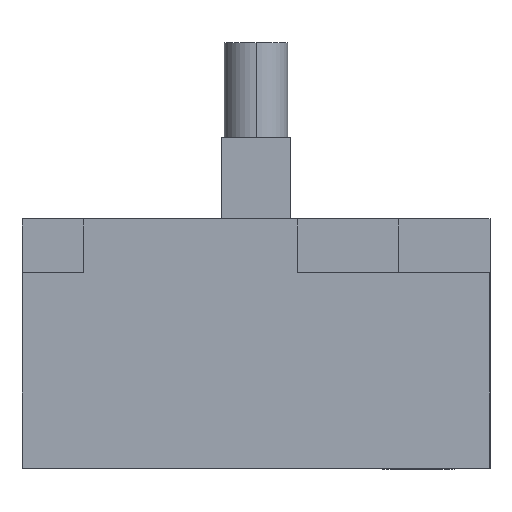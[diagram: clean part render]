
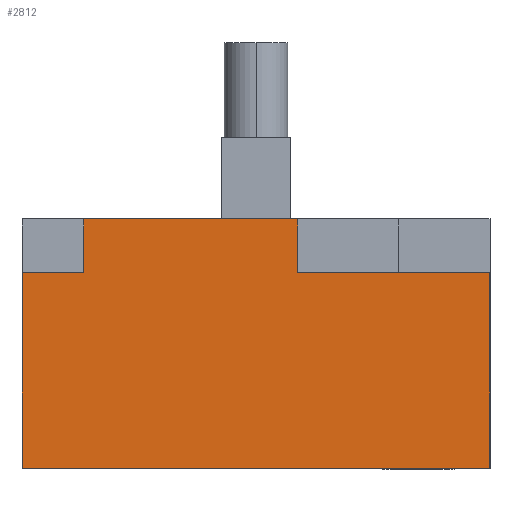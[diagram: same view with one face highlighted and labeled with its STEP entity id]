
A CAD part, left-side view. The second image highlights one B-rep face of the part: STEP entity #2812.
In plain terms, the highlighted planar face has unit normal (-1, 0, 0).
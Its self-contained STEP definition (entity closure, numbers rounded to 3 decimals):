
#103=DIRECTION('',(0.,-1.,0.));
#104=VECTOR('',#103,39.4);
#105=CARTESIAN_POINT('',(0.,39.4,0.));
#106=LINE('',#105,#104);
#183=DIRECTION('',(0.,0.,1.));
#184=VECTOR('',#183,16.5);
#185=CARTESIAN_POINT('',(0.,0.,0.));
#186=LINE('',#185,#184);
#335=DIRECTION('',(0.,-1.,0.));
#336=VECTOR('',#335,5.2);
#337=CARTESIAN_POINT('',(0.,39.4,16.5));
#338=LINE('',#337,#336);
#339=DIRECTION('',(0.,0.,-1.));
#340=VECTOR('',#339,4.5);
#341=CARTESIAN_POINT('',(0.,34.2,21.));
#342=LINE('',#341,#340);
#343=DIRECTION('',(0.,0.,-1.));
#344=VECTOR('',#343,4.5);
#345=CARTESIAN_POINT('',(0.,16.2,21.));
#346=LINE('',#345,#344);
#347=DIRECTION('',(0.,-1.,0.));
#348=VECTOR('',#347,16.2);
#349=CARTESIAN_POINT('',(0.,16.2,16.5));
#350=LINE('',#349,#348);
#351=DIRECTION('',(0.,0.,1.));
#352=VECTOR('',#351,16.5);
#353=CARTESIAN_POINT('',(0.,39.4,0.));
#354=LINE('',#353,#352);
#488=DIRECTION('',(0.,-1.,0.));
#489=VECTOR('',#488,18.);
#490=CARTESIAN_POINT('',(0.,34.2,21.));
#491=LINE('',#490,#489);
#1927=CARTESIAN_POINT('',(0.,39.4,0.));
#1928=CARTESIAN_POINT('',(0.,0.,0.));
#1929=VERTEX_POINT('',#1927);
#1930=VERTEX_POINT('',#1928);
#2399=CARTESIAN_POINT('',(0.,34.2,21.));
#2401=VERTEX_POINT('',#2399);
#2435=CARTESIAN_POINT('',(0.,16.2,21.));
#2436=VERTEX_POINT('',#2435);
#2459=CARTESIAN_POINT('',(0.,0.,16.5));
#2461=VERTEX_POINT('',#2459);
#2476=CARTESIAN_POINT('',(0.,39.4,16.5));
#2478=VERTEX_POINT('',#2476);
#2479=CARTESIAN_POINT('',(0.,34.2,16.5));
#2480=VERTEX_POINT('',#2479);
#2481=CARTESIAN_POINT('',(0.,16.2,16.5));
#2482=VERTEX_POINT('',#2481);
#2793=CARTESIAN_POINT('',(0.,39.4,0.));
#2794=DIRECTION('',(-1.,0.,0.));
#2795=DIRECTION('',(0.,-1.,0.));
#2796=AXIS2_PLACEMENT_3D('',#2793,#2794,#2795);
#2797=PLANE('',#2796);
#2798=ORIENTED_EDGE('',*,*,#2788,.T.);
#2800=ORIENTED_EDGE('',*,*,#2799,.F.);
#2802=ORIENTED_EDGE('',*,*,#2801,.T.);
#2804=ORIENTED_EDGE('',*,*,#2803,.T.);
#2805=ORIENTED_EDGE('',*,*,#2697,.T.);
#2806=ORIENTED_EDGE('',*,*,#2657,.F.);
#2807=ORIENTED_EDGE('',*,*,#2578,.F.);
#2809=ORIENTED_EDGE('',*,*,#2808,.T.);
#2810=EDGE_LOOP('',(#2798,#2800,#2802,#2804,#2805,#2806,#2807,#2809));
#2811=FACE_OUTER_BOUND('',#2810,.F.);
#2578=EDGE_CURVE('',#1929,#1930,#106,.T.);
#2657=EDGE_CURVE('',#1930,#2461,#186,.T.);
#2697=EDGE_CURVE('',#2482,#2461,#350,.T.);
#2788=EDGE_CURVE('',#2478,#2480,#338,.T.);
#2799=EDGE_CURVE('',#2401,#2480,#342,.T.);
#2801=EDGE_CURVE('',#2401,#2436,#491,.T.);
#2803=EDGE_CURVE('',#2436,#2482,#346,.T.);
#2808=EDGE_CURVE('',#1929,#2478,#354,.T.);
#2812=ADVANCED_FACE('',(#2811),#2797,.T.);
